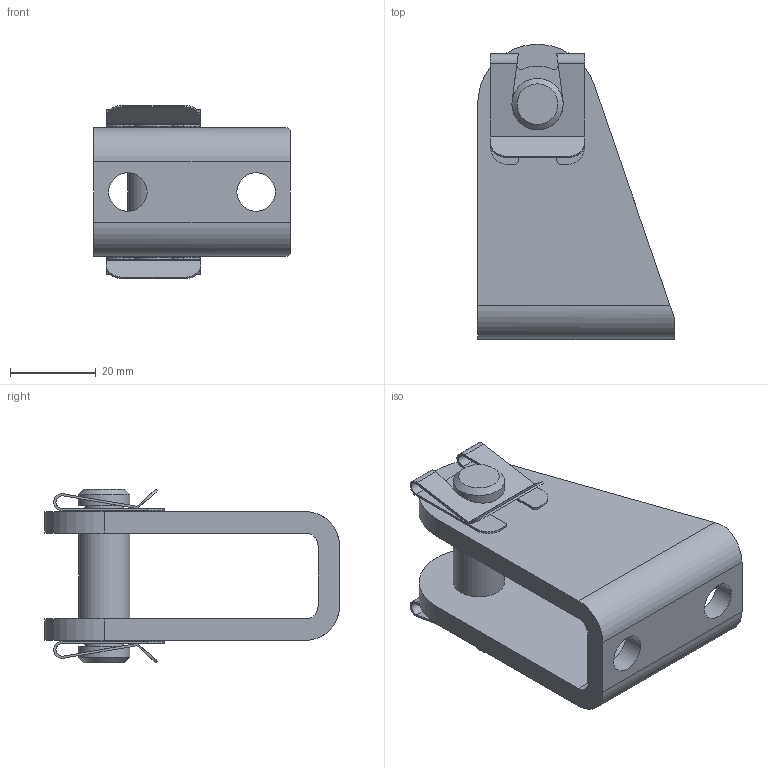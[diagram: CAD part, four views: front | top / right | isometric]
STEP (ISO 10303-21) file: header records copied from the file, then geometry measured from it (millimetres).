
FILE_DESCRIPTION(/* description */ ('STEP AP214'),/* implementation_level */ '2;1');
FILE_NAME(/* name */ '163966_LZF-50',/* time_stamp */ '2024-09-05T02:46:02+02:00',/* author */ ('License CC BY-ND 4.0'),/* organization */ ('CADENAS'),/* preprocessor_version */ 'ST-DEVELOPER v19.3',/* originating_system */ 'PARTsolutions',/* authorisation */ ' ');
FILE_SCHEMA (('AUTOMOTIVE_DESIGN {1 0 10303 214 3 1 1}'));
Length unit declared in the file: millimetre
Products named in the file (4): 163966 LZF-50; 163966 LZF-50---(L); 369468 BZ-12-030,5-AA (40.5); 209821 12 SXN 08 VERZINKT:SL
Assembly tree (4 placements, depth 2):
  163966 LZF-50
    163966 LZF-50---(L)
    369468 BZ-12-030,5-AA (40.5)
    209821 12 SXN 08 VERZINKT:SL  x2
Bounding box: 46 x 68.95 x 40.65 mm (x, y, z)
Volume: 31056.7 mm3; surface area: 17929.8 mm2
Topology: 4 solids, 4 shells, 97 faces, 266 edges, 177 vertices
Faces by surface type: cylinder 49, plane 46, cone 2
Full cylindrical faces by diameter (mm): 9 x4, 12 x5
Entity records: 2072 total; most frequent: DIRECTION 364, CARTESIAN_POINT 336, ORIENTED_EDGE 312, EDGE_CURVE 156, AXIS2_PLACEMENT_3D 138, VERTEX_POINT 110, LINE 88, VECTOR 88
